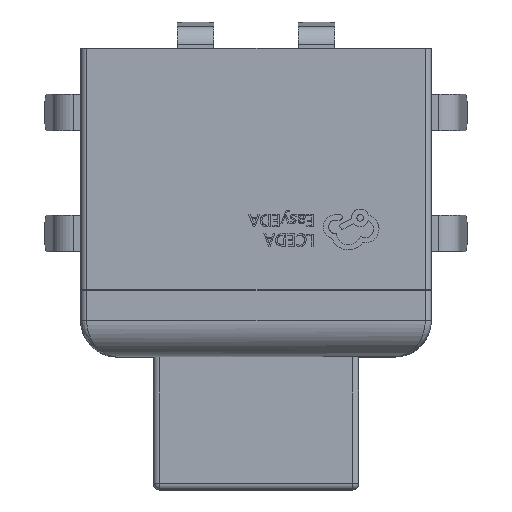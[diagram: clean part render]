
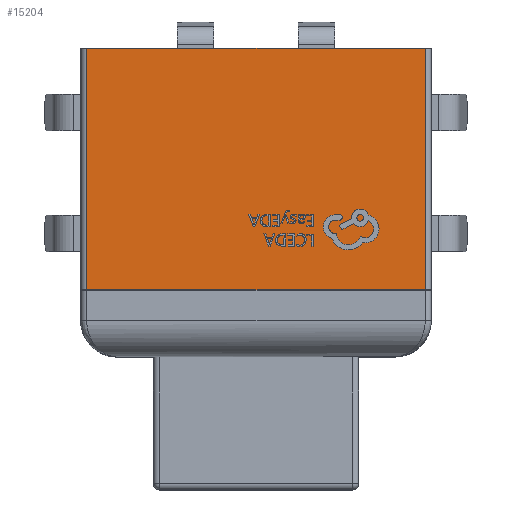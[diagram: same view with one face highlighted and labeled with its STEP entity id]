
A CAD part, top view. The second image highlights one B-rep face of the part: STEP entity #15204.
In plain terms, the highlighted planar face has unit normal (0, 0, 1).
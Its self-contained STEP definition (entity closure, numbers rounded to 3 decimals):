
#280 = LINE ( 'NONE', #6494, #3233 ) ;
#973 = ORIENTED_EDGE ( 'NONE', *, *, #7160, .F. ) ;
#1232 = DIRECTION ( 'NONE',  ( -1., 0., 0. ) ) ;
#1533 = VERTEX_POINT ( 'NONE', #1892 ) ;
#1892 = CARTESIAN_POINT ( 'NONE',  ( 2.8, -1.439, 5.803 ) ) ;
#2963 = AXIS2_PLACEMENT_3D ( 'NONE', #4151, #7105, #8938 ) ;
#3140 = CARTESIAN_POINT ( 'NONE',  ( -2.8, -1.439, 5.803 ) ) ;
#3233 = VECTOR ( 'NONE', #16309, 1000. ) ;
#4151 = CARTESIAN_POINT ( 'NONE',  ( -2.9, -1.439, 5.803 ) ) ;
#4945 = ORIENTED_EDGE ( 'NONE', *, *, #13130, .T. ) ;
#6257 = LINE ( 'NONE', #12432, #17520 ) ;
#6449 = DIRECTION ( 'NONE',  ( 0., -1., 0. ) ) ;
#6494 = CARTESIAN_POINT ( 'NONE',  ( -2.9, -1.439, 5.803 ) ) ;
#7105 = DIRECTION ( 'NONE',  ( 0., 0., -1. ) ) ;
#7160 = EDGE_CURVE ( 'NONE', #1533, #18934, #280, .T. ) ;
#8900 = EDGE_LOOP ( 'NONE', ( #19437, #4945, #973, #15693 ) ) ;
#8938 = DIRECTION ( 'NONE',  ( 0., 1., 0. ) ) ;
#10549 = VECTOR ( 'NONE', #1232, 1000. ) ;
#10747 = EDGE_CURVE ( 'NONE', #1533, #17917, #16570, .T. ) ;
#10806 = CARTESIAN_POINT ( 'NONE',  ( 2.8, 2.551, 5.803 ) ) ;
#11758 = FACE_OUTER_BOUND ( 'NONE', #8900, .T. ) ;
#12385 = VERTEX_POINT ( 'NONE', #13109 ) ;
#12432 = CARTESIAN_POINT ( 'NONE',  ( -2.8, -1.439, 5.803 ) ) ;
#13109 = CARTESIAN_POINT ( 'NONE',  ( -2.8, 2.551, 5.803 ) ) ;
#13130 = EDGE_CURVE ( 'NONE', #12385, #18934, #6257, .T. ) ;
#13904 = CARTESIAN_POINT ( 'NONE',  ( -2.9, 2.551, 5.803 ) ) ;
#14854 = DIRECTION ( 'NONE',  ( 0., 1., 0. ) ) ;
#15076 = CARTESIAN_POINT ( 'NONE',  ( 2.8, -1.439, 5.803 ) ) ;
#15204 = ADVANCED_FACE ( 'NONE', ( #11758 ), #19587, .F. ) ;
#15693 = ORIENTED_EDGE ( 'NONE', *, *, #10747, .T. ) ;
#16305 = VECTOR ( 'NONE', #14854, 1000. ) ;
#16309 = DIRECTION ( 'NONE',  ( -1., 0., 0. ) ) ;
#16570 = LINE ( 'NONE', #15076, #16305 ) ;
#16732 = LINE ( 'NONE', #13904, #10549 ) ;
#17520 = VECTOR ( 'NONE', #6449, 1000. ) ;
#17917 = VERTEX_POINT ( 'NONE', #10806 ) ;
#18658 = EDGE_CURVE ( 'NONE', #17917, #12385, #16732, .T. ) ;
#18934 = VERTEX_POINT ( 'NONE', #3140 ) ;
#19437 = ORIENTED_EDGE ( 'NONE', *, *, #18658, .T. ) ;
#19587 = PLANE ( 'NONE',  #2963 ) ;
